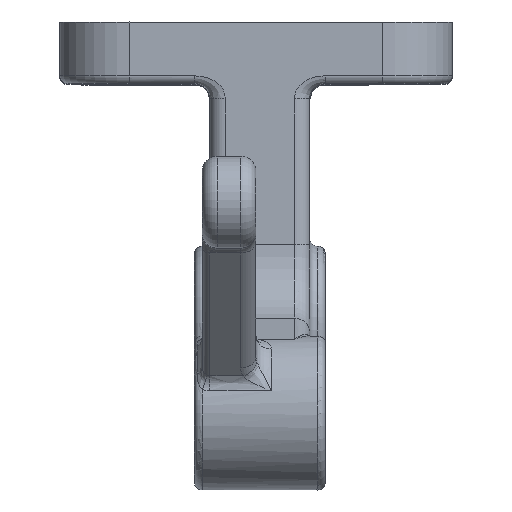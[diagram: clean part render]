
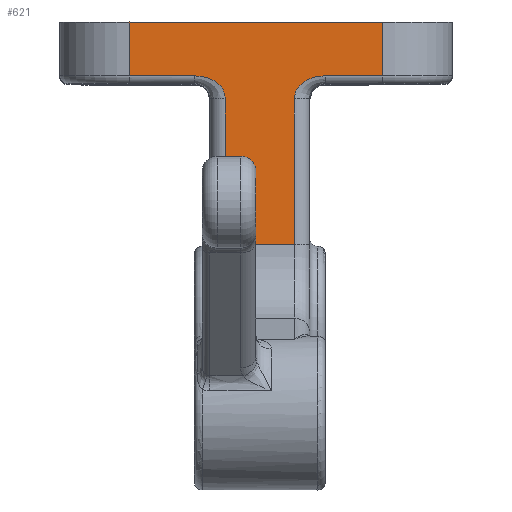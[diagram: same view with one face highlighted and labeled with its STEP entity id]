
A CAD part, top view. The second image highlights one B-rep face of the part: STEP entity #621.
In plain terms, the highlighted planar face has unit normal (0, 0, 1).
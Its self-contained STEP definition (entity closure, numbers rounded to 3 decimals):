
#621=ADVANCED_FACE('',(#1416),#1417,.T.);
#1416=FACE_OUTER_BOUND('',#3203,.T.);
#1417=PLANE('',#3204);
#3203=EDGE_LOOP('',(#7362,#7363,#7364,#7365,#7366,#7367,#7368,#7369,#7370,#7371));
#3204=AXIS2_PLACEMENT_3D('',#7372,#7373,#7374);
#7362=ORIENTED_EDGE('',*,*,#9309,.T.);
#7363=ORIENTED_EDGE('',*,*,#8830,.F.);
#7364=ORIENTED_EDGE('',*,*,#9310,.F.);
#7365=ORIENTED_EDGE('',*,*,#9311,.F.);
#7366=ORIENTED_EDGE('',*,*,#9312,.T.);
#7367=ORIENTED_EDGE('',*,*,#9313,.F.);
#7368=ORIENTED_EDGE('',*,*,#9314,.T.);
#7369=ORIENTED_EDGE('',*,*,#9315,.F.);
#7370=ORIENTED_EDGE('',*,*,#9316,.F.);
#7371=ORIENTED_EDGE('',*,*,#9317,.F.);
#7372=CARTESIAN_POINT('',(0.,-31.5,0.0));
#7373=DIRECTION('',(0.,0.0,1.0));
#7374=DIRECTION('',(1.0,0.0,0.));
#8830=EDGE_CURVE('',#9851,#9853,#9854,.F.);
#9309=EDGE_CURVE('',#10535,#9853,#10536,.T.);
#9310=EDGE_CURVE('',#10537,#9851,#10538,.T.);
#9311=EDGE_CURVE('',#10539,#10537,#10540,.T.);
#9312=EDGE_CURVE('',#10539,#10541,#10542,.T.);
#9313=EDGE_CURVE('',#10543,#10541,#10544,.F.);
#9314=EDGE_CURVE('',#10543,#10545,#10546,.T.);
#9315=EDGE_CURVE('',#10547,#10545,#10548,.F.);
#9316=EDGE_CURVE('',#10549,#10547,#10550,.F.);
#9317=EDGE_CURVE('',#10535,#10549,#10551,.F.);
#9851=VERTEX_POINT('',#11319);
#9853=VERTEX_POINT('',#11321);
#9854=LINE('',#11322,#11323);
#10535=VERTEX_POINT('',#12359);
#10536=B_SPLINE_CURVE_WITH_KNOTS('',2,(#12360,#12361,#12362,#12363,#12364,#12365,#12366,#12367,#12368,#12369,#12370),.UNSPECIFIED.,.F.,.F.,(3,2,2,2,2,3),(0.0,0.125,0.25,0.5,0.75,1.0),.UNSPECIFIED.);
#10537=VERTEX_POINT('',#12371);
#10538=LINE('',#12372,#12373);
#10539=VERTEX_POINT('',#12374);
#10540=LINE('',#12375,#12376);
#10541=VERTEX_POINT('',#12377);
#10542=LINE('',#12378,#12379);
#10543=VERTEX_POINT('',#12380);
#10544=LINE('',#12381,#12382);
#10545=VERTEX_POINT('',#12383);
#10546=B_SPLINE_CURVE_WITH_KNOTS('',2,(#12384,#12385,#12386,#12387,#12388,#12389,#12390,#12391,#12392,#12393,#12394),.UNSPECIFIED.,.F.,.F.,(3,2,2,2,2,3),(0.0,0.25,0.5,0.75,0.875,1.0),.UNSPECIFIED.);
#10547=VERTEX_POINT('',#12395);
#10548=LINE('',#12396,#12397);
#10549=VERTEX_POINT('',#12398);
#10550=B_SPLINE_CURVE_WITH_KNOTS('',3,(#12399,#12400,#12401,#12402),.UNSPECIFIED.,.F.,.F.,(4,4),(0.235,0.765),.UNSPECIFIED.);
#10551=LINE('',#12403,#12404);
#11319=CARTESIAN_POINT('',(16.499,-38.5,0.));
#11321=CARTESIAN_POINT('',(9.,-38.5,0.));
#11322=CARTESIAN_POINT('',(7.,-38.5,0.));
#11323=VECTOR('',#13667,1.0);
#12359=CARTESIAN_POINT('',(5.,-41.5,0.));
#12360=CARTESIAN_POINT('',(5.,-41.5,0.));
#12361=CARTESIAN_POINT('',(5.,-41.013,0.));
#12362=CARTESIAN_POINT('',(5.136,-40.619,0.));
#12363=CARTESIAN_POINT('',(5.244,-40.305,0.));
#12364=CARTESIAN_POINT('',(5.461,-40.,0.));
#12365=CARTESIAN_POINT('',(5.801,-39.522,0.));
#12366=CARTESIAN_POINT('',(6.382,-39.177,0.));
#12367=CARTESIAN_POINT('',(6.899,-38.87,0.));
#12368=CARTESIAN_POINT('',(7.558,-38.692,0.));
#12369=CARTESIAN_POINT('',(8.273,-38.5,0.));
#12370=CARTESIAN_POINT('',(9.,-38.5,0.));
#12371=CARTESIAN_POINT('',(16.499,-31.5,0.));
#12372=CARTESIAN_POINT('',(16.499,-31.5,0.));
#12373=VECTOR('',#14426,1.0);
#12374=CARTESIAN_POINT('',(-16.499,-31.5,0.));
#12375=CARTESIAN_POINT('',(0.,-31.5,0.0));
#12376=VECTOR('',#14427,1.0);
#12377=CARTESIAN_POINT('',(-16.499,-38.5,0.));
#12378=CARTESIAN_POINT('',(-16.499,-31.5,0.));
#12379=VECTOR('',#14428,1.0);
#12380=CARTESIAN_POINT('',(-8.,-38.5,0.));
#12381=CARTESIAN_POINT('',(-16.499,-38.5,0.));
#12382=VECTOR('',#14429,1.0);
#12383=CARTESIAN_POINT('',(-4.,-41.5,0.));
#12384=CARTESIAN_POINT('',(-8.,-38.5,0.));
#12385=CARTESIAN_POINT('',(-7.273,-38.5,0.));
#12386=CARTESIAN_POINT('',(-6.558,-38.692,0.));
#12387=CARTESIAN_POINT('',(-5.901,-38.869,0.));
#12388=CARTESIAN_POINT('',(-5.382,-39.177,0.));
#12389=CARTESIAN_POINT('',(-4.802,-39.521,0.));
#12390=CARTESIAN_POINT('',(-4.461,-40.,0.));
#12391=CARTESIAN_POINT('',(-4.244,-40.305,0.));
#12392=CARTESIAN_POINT('',(-4.136,-40.619,0.));
#12393=CARTESIAN_POINT('',(-4.,-41.012,0.));
#12394=CARTESIAN_POINT('',(-4.,-41.5,0.));
#12395=CARTESIAN_POINT('',(-4.,-60.448,0.));
#12396=CARTESIAN_POINT('',(-4.,-31.5,0.));
#12397=VECTOR('',#14430,1.0);
#12398=CARTESIAN_POINT('',(5.,-60.448,0.));
#12399=CARTESIAN_POINT('',(-4.,-60.448,0.));
#12400=CARTESIAN_POINT('',(-1.,-60.448,0.));
#12401=CARTESIAN_POINT('',(2.,-60.448,0.));
#12402=CARTESIAN_POINT('',(5.,-60.448,0.));
#12403=CARTESIAN_POINT('',(5.,-31.5,0.));
#12404=VECTOR('',#14431,1.0);
#13667=DIRECTION('',(1.0,0.0,0.));
#14426=DIRECTION('',(0.0,-1.0,0.0));
#14427=DIRECTION('',(1.0,0.0,0.));
#14428=DIRECTION('',(0.0,-1.0,0.0));
#14429=DIRECTION('',(1.0,0.0,0.));
#14430=DIRECTION('',(0.0,-1.0,0.0));
#14431=DIRECTION('',(0.0,1.0,0.0));
